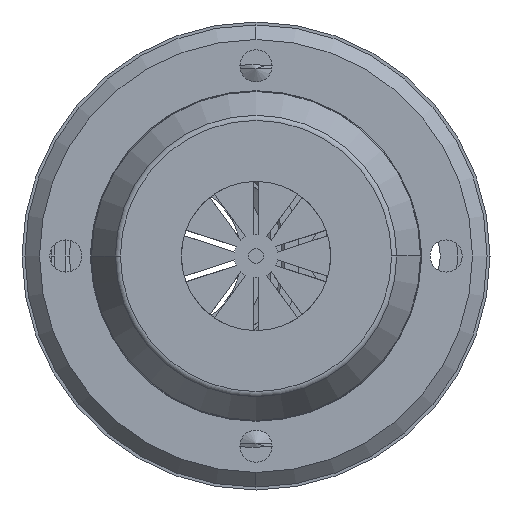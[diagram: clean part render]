
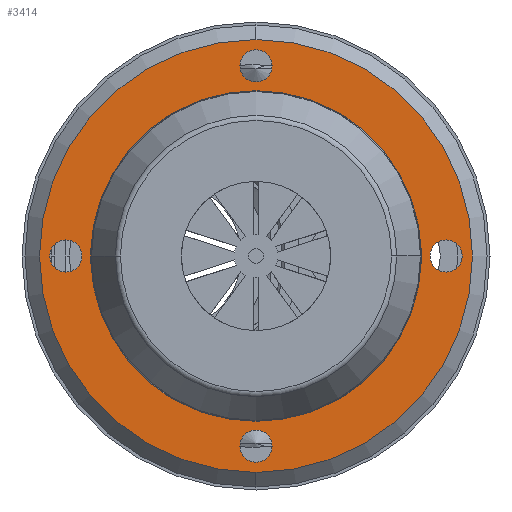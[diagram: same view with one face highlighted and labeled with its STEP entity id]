
A CAD part, left-side view. The second image highlights one B-rep face of the part: STEP entity #3414.
In plain terms, the highlighted planar face has unit normal (-1, 0, 0).
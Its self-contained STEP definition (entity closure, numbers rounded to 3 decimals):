
#12 = CIRCLE ( 'NONE', #71, 0.55 ) ;
#46 = CARTESIAN_POINT ( 'NONE',  ( -69.7, 0., 7.4 ) ) ;
#64 = CARTESIAN_POINT ( 'NONE',  ( -69.7, 0., 0. ) ) ;
#68 = DIRECTION ( 'NONE',  ( 0., 0., 1. ) ) ;
#69 = CIRCLE ( 'NONE', #73, 4.15 ) ;
#71 = AXIS2_PLACEMENT_3D ( 'NONE', #76, #104, #68 ) ;
#72 = DIRECTION ( 'NONE',  ( -1., 0., 0. ) ) ;
#73 = AXIS2_PLACEMENT_3D ( 'NONE', #64, #72, #118 ) ;
#76 = CARTESIAN_POINT ( 'NONE',  ( -69.7, 0., 6.5 ) ) ;
#78 = CARTESIAN_POINT ( 'NONE',  ( -69.7, 0., -7.4 ) ) ;
#104 = DIRECTION ( 'NONE',  ( -1., 0., 0. ) ) ;
#118 = DIRECTION ( 'NONE',  ( 0., 0., 1. ) ) ;
#1331 = CARTESIAN_POINT ( 'NONE',  ( -69.7, 6.5, 0.55 ) ) ;
#1332 = CIRCLE ( 'NONE', #1428, 0.55 ) ;
#1333 = AXIS2_PLACEMENT_3D ( 'NONE', #1335, #1430, #1429 ) ;
#1335 = CARTESIAN_POINT ( 'NONE',  ( -69.7, 7.9, 0. ) ) ;
#1343 = DIRECTION ( 'NONE',  ( 0., 0., -1. ) ) ;
#1344 = DIRECTION ( 'NONE',  ( -1., 0., 0. ) ) ;
#1345 = CARTESIAN_POINT ( 'NONE',  ( -69.7, 0., 0. ) ) ;
#1353 = AXIS2_PLACEMENT_3D ( 'NONE', #1345, #1344, #1343 ) ;
#1359 = CARTESIAN_POINT ( 'NONE',  ( -69.7, 6.5, -0.55 ) ) ;
#1360 = DIRECTION ( 'NONE',  ( 0., 0., 1. ) ) ;
#1361 = DIRECTION ( 'NONE',  ( -1., 0., 0. ) ) ;
#1362 = CARTESIAN_POINT ( 'NONE',  ( -69.7, -6.5, 0. ) ) ;
#1366 = AXIS2_PLACEMENT_3D ( 'NONE', #1362, #1361, #1360 ) ;
#1368 = CARTESIAN_POINT ( 'NONE',  ( -69.7, 6.5, 0. ) ) ;
#1370 = CIRCLE ( 'NONE', #1438, 0.55 ) ;
#1375 = FACE_BOUND ( 'NONE', #3269, .T. ) ;
#1378 = CIRCLE ( 'NONE', #1353, 7.4 ) ;
#1401 = DIRECTION ( 'NONE',  ( 0., 0., 1. ) ) ;
#1402 = DIRECTION ( 'NONE',  ( -1., 0., 0. ) ) ;
#1403 = CIRCLE ( 'NONE', #1366, 0.55 ) ;
#1404 = CARTESIAN_POINT ( 'NONE',  ( -69.7, 0., 7.05 ) ) ;
#1412 = CARTESIAN_POINT ( 'NONE',  ( -69.7, 0., -7.05 ) ) ;
#1418 = FACE_BOUND ( 'NONE', #3415, .T. ) ;
#1424 = FACE_BOUND ( 'NONE', #3262, .T. ) ;
#1425 = FACE_BOUND ( 'NONE', #3406, .T. ) ;
#1426 = DIRECTION ( 'NONE',  ( 0., 0., 1. ) ) ;
#1427 = DIRECTION ( 'NONE',  ( -1., 0., 0. ) ) ;
#1428 = AXIS2_PLACEMENT_3D ( 'NONE', #1433, #1427, #1426 ) ;
#1429 = DIRECTION ( 'NONE',  ( 0., 0., -1. ) ) ;
#1430 = DIRECTION ( 'NONE',  ( 1., 0., 0. ) ) ;
#1431 = PLANE ( 'NONE',  #1333 ) ;
#1433 = CARTESIAN_POINT ( 'NONE',  ( -69.7, 0., -6.5 ) ) ;
#1435 = FACE_OUTER_BOUND ( 'NONE', #3489, .T. ) ;
#1436 = FACE_BOUND ( 'NONE', #3484, .T. ) ;
#1438 = AXIS2_PLACEMENT_3D ( 'NONE', #1368, #1402, #1401 ) ;
#3247 = EDGE_CURVE ( 'NONE', #3476, #3324, #7342, .T. ) ;
#3262 = EDGE_LOOP ( 'NONE', ( #3408, #3404 ) ) ;
#3269 = EDGE_LOOP ( 'NONE', ( #3405, #3284 ) ) ;
#3279 = ORIENTED_EDGE ( 'NONE', *, *, #3437, .F. ) ;
#3280 = ORIENTED_EDGE ( 'NONE', *, *, #3369, .F. ) ;
#3281 = ORIENTED_EDGE ( 'NONE', *, *, #3464, .T. ) ;
#3284 = ORIENTED_EDGE ( 'NONE', *, *, #3372, .F. ) ;
#3324 = VERTEX_POINT ( 'NONE', #7534 ) ;
#3328 = VERTEX_POINT ( 'NONE', #7518 ) ;
#3335 = VERTEX_POINT ( 'NONE', #7469 ) ;
#3344 = VERTEX_POINT ( 'NONE', #7486 ) ;
#3346 = EDGE_CURVE ( 'NONE', #3335, #3435, #7525, .T. ) ;
#3350 = EDGE_CURVE ( 'NONE', #3364, #3363, #7390, .T. ) ;
#3363 = VERTEX_POINT ( 'NONE', #7416 ) ;
#3364 = VERTEX_POINT ( 'NONE', #7415 ) ;
#3369 = EDGE_CURVE ( 'NONE', #3344, #3328, #7591, .T. ) ;
#3372 = EDGE_CURVE ( 'NONE', #3423, #3418, #7478, .T. ) ;
#3404 = ORIENTED_EDGE ( 'NONE', *, *, #3346, .F. ) ;
#3405 = ORIENTED_EDGE ( 'NONE', *, *, #3432, .F. ) ;
#3406 = EDGE_LOOP ( 'NONE', ( #3280, #3279 ) ) ;
#3407 = EDGE_CURVE ( 'NONE', #3482, #3481, #7156, .T. ) ;
#3408 = ORIENTED_EDGE ( 'NONE', *, *, #3493, .F. ) ;
#3411 = EDGE_CURVE ( 'NONE', #3324, #3476, #1332, .T. ) ;
#3414 = ADVANCED_FACE ( 'NONE', ( #1418, #1436, #1435, #1424, #1425, #1375 ), #1431, .F. ) ;
#3415 = EDGE_LOOP ( 'NONE', ( #3490, #3485 ) ) ;
#3418 = VERTEX_POINT ( 'NONE', #1331 ) ;
#3423 = VERTEX_POINT ( 'NONE', #1359 ) ;
#3432 = EDGE_CURVE ( 'NONE', #3418, #3423, #1370, .T. ) ;
#3435 = VERTEX_POINT ( 'NONE', #1404 ) ;
#3437 = EDGE_CURVE ( 'NONE', #3328, #3344, #1403, .T. ) ;
#3464 = EDGE_CURVE ( 'NONE', #3481, #3482, #1378, .T. ) ;
#3476 = VERTEX_POINT ( 'NONE', #1412 ) ;
#3481 = VERTEX_POINT ( 'NONE', #46 ) ;
#3482 = VERTEX_POINT ( 'NONE', #78 ) ;
#3484 = EDGE_LOOP ( 'NONE', ( #3491, #3487 ) ) ;
#3485 = ORIENTED_EDGE ( 'NONE', *, *, #3247, .F. ) ;
#3486 = ORIENTED_EDGE ( 'NONE', *, *, #3407, .T. ) ;
#3487 = ORIENTED_EDGE ( 'NONE', *, *, #3350, .F. ) ;
#3489 = EDGE_LOOP ( 'NONE', ( #3486, #3281 ) ) ;
#3490 = ORIENTED_EDGE ( 'NONE', *, *, #3411, .F. ) ;
#3491 = ORIENTED_EDGE ( 'NONE', *, *, #3503, .F. ) ;
#3493 = EDGE_CURVE ( 'NONE', #3435, #3335, #12, .T. ) ;
#3503 = EDGE_CURVE ( 'NONE', #3363, #3364, #69, .T. ) ;
#7110 = DIRECTION ( 'NONE',  ( 0., 0., -1. ) ) ;
#7150 = DIRECTION ( 'NONE',  ( -1., 0., 0. ) ) ;
#7151 = CARTESIAN_POINT ( 'NONE',  ( -69.7, 0., 0. ) ) ;
#7156 = CIRCLE ( 'NONE', #7165, 7.4 ) ;
#7165 = AXIS2_PLACEMENT_3D ( 'NONE', #7151, #7150, #7110 ) ;
#7306 = DIRECTION ( 'NONE',  ( 0., 0., 1. ) ) ;
#7307 = DIRECTION ( 'NONE',  ( -1., 0., 0. ) ) ;
#7308 = CARTESIAN_POINT ( 'NONE',  ( -69.7, 0., -6.5 ) ) ;
#7309 = AXIS2_PLACEMENT_3D ( 'NONE', #7308, #7307, #7306 ) ;
#7342 = CIRCLE ( 'NONE', #7309, 0.55 ) ;
#7390 = CIRCLE ( 'NONE', #7395, 4.15 ) ;
#7392 = DIRECTION ( 'NONE',  ( 0., 0., 1. ) ) ;
#7393 = DIRECTION ( 'NONE',  ( -1., 0., 0. ) ) ;
#7394 = AXIS2_PLACEMENT_3D ( 'NONE', #7527, #7393, #7392 ) ;
#7395 = AXIS2_PLACEMENT_3D ( 'NONE', #7459, #7458, #7457 ) ;
#7408 = CARTESIAN_POINT ( 'NONE',  ( -69.7, -6.5, 0. ) ) ;
#7414 = AXIS2_PLACEMENT_3D ( 'NONE', #7408, #7477, #7476 ) ;
#7415 = CARTESIAN_POINT ( 'NONE',  ( -69.7, 0., -4.15 ) ) ;
#7416 = CARTESIAN_POINT ( 'NONE',  ( -69.7, 0., 4.15 ) ) ;
#7430 = DIRECTION ( 'NONE',  ( 0., 0., 1. ) ) ;
#7431 = DIRECTION ( 'NONE',  ( -1., 0., 0. ) ) ;
#7432 = CARTESIAN_POINT ( 'NONE',  ( -69.7, 6.5, 0. ) ) ;
#7433 = AXIS2_PLACEMENT_3D ( 'NONE', #7432, #7431, #7430 ) ;
#7457 = DIRECTION ( 'NONE',  ( 0., 0., 1. ) ) ;
#7458 = DIRECTION ( 'NONE',  ( -1., 0., 0. ) ) ;
#7459 = CARTESIAN_POINT ( 'NONE',  ( -69.7, 0., 0. ) ) ;
#7469 = CARTESIAN_POINT ( 'NONE',  ( -69.7, 0., 5.95 ) ) ;
#7476 = DIRECTION ( 'NONE',  ( 0., 0., 1. ) ) ;
#7477 = DIRECTION ( 'NONE',  ( -1., 0., 0. ) ) ;
#7478 = CIRCLE ( 'NONE', #7433, 0.55 ) ;
#7486 = CARTESIAN_POINT ( 'NONE',  ( -69.7, -6.5, 0.55 ) ) ;
#7518 = CARTESIAN_POINT ( 'NONE',  ( -69.7, -6.5, -0.55 ) ) ;
#7525 = CIRCLE ( 'NONE', #7394, 0.55 ) ;
#7527 = CARTESIAN_POINT ( 'NONE',  ( -69.7, 0., 6.5 ) ) ;
#7534 = CARTESIAN_POINT ( 'NONE',  ( -69.7, 0., -5.95 ) ) ;
#7591 = CIRCLE ( 'NONE', #7414, 0.55 ) ;
